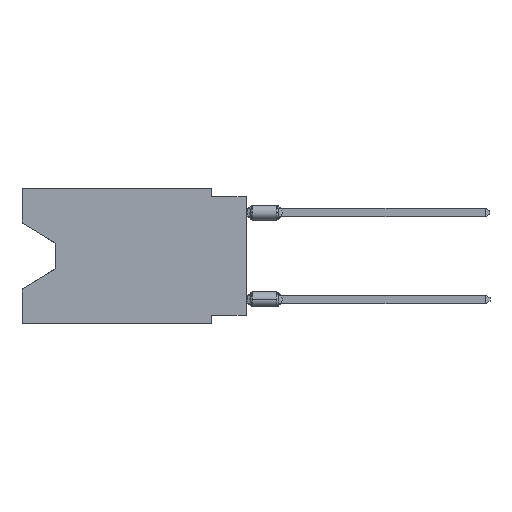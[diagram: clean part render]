
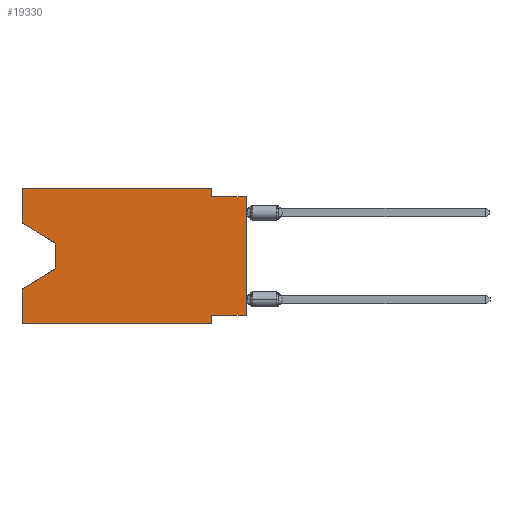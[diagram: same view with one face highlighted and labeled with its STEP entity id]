
A CAD part, left-side view. The second image highlights one B-rep face of the part: STEP entity #19330.
In plain terms, the highlighted planar face has unit normal (-1, 0, 0).
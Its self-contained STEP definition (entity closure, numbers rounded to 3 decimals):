
#294 = CARTESIAN_POINT ( 'NONE',  ( 0., 13.97, -5.893 ) ) ;
#777 = CARTESIAN_POINT ( 'NONE',  ( 0., 16.383, -9.906 ) ) ;
#1122 = ORIENTED_EDGE ( 'NONE', *, *, #20166, .T. ) ;
#1168 = LINE ( 'NONE', #25740, #19231 ) ;
#1588 = VECTOR ( 'NONE', #15614, 1000. ) ;
#1971 = LINE ( 'NONE', #8300, #2614 ) ;
#1996 = CARTESIAN_POINT ( 'NONE',  ( 0., 16.383, 0. ) ) ;
#2283 = ORIENTED_EDGE ( 'NONE', *, *, #8040, .F. ) ;
#2536 = EDGE_CURVE ( 'NONE', #14226, #21730, #19509, .T. ) ;
#2614 = VECTOR ( 'NONE', #17370, 1000. ) ;
#3078 = VECTOR ( 'NONE', #6576, 1000. ) ;
#3183 = CARTESIAN_POINT ( 'NONE',  ( 0., 2.54, -0.635 ) ) ;
#3227 = ORIENTED_EDGE ( 'NONE', *, *, #14538, .F. ) ;
#3956 = VERTEX_POINT ( 'NONE', #777 ) ;
#4112 = CARTESIAN_POINT ( 'NONE',  ( 0., 0., 0. ) ) ;
#4139 = CARTESIAN_POINT ( 'NONE',  ( 0., 16.383, -2.546 ) ) ;
#4282 = LINE ( 'NONE', #4139, #6360 ) ;
#4510 = VECTOR ( 'NONE', #26772, 1000. ) ;
#4536 = CARTESIAN_POINT ( 'NONE',  ( 0., 13.97, -4.013 ) ) ;
#4553 = ORIENTED_EDGE ( 'NONE', *, *, #13222, .F. ) ;
#5269 = FACE_OUTER_BOUND ( 'NONE', #13443, .T. ) ;
#5602 = VERTEX_POINT ( 'NONE', #11766 ) ;
#5785 = ORIENTED_EDGE ( 'NONE', *, *, #2536, .T. ) ;
#5804 = LINE ( 'NONE', #12405, #26998 ) ;
#6360 = VECTOR ( 'NONE', #17523, 1000. ) ;
#6384 = EDGE_CURVE ( 'NONE', #3956, #21730, #1168, .T. ) ;
#6576 = DIRECTION ( 'NONE',  ( 0., 0., 1. ) ) ;
#6977 = ORIENTED_EDGE ( 'NONE', *, *, #13284, .T. ) ;
#7142 = CARTESIAN_POINT ( 'NONE',  ( 0., 0., -9.271 ) ) ;
#7203 = VERTEX_POINT ( 'NONE', #24404 ) ;
#7705 = CARTESIAN_POINT ( 'NONE',  ( 0., 16.383, 0. ) ) ;
#7973 = EDGE_CURVE ( 'NONE', #11557, #10306, #5804, .T. ) ;
#8040 = EDGE_CURVE ( 'NONE', #27985, #5602, #22341, .T. ) ;
#8144 = VERTEX_POINT ( 'NONE', #9522 ) ;
#8240 = DIRECTION ( 'NONE',  ( 0., -1., 0. ) ) ;
#8300 = CARTESIAN_POINT ( 'NONE',  ( 0., 16.383, 0. ) ) ;
#8456 = LINE ( 'NONE', #24117, #3078 ) ;
#8703 = ORIENTED_EDGE ( 'NONE', *, *, #7973, .F. ) ;
#9324 = LINE ( 'NONE', #27132, #13647 ) ;
#9522 = CARTESIAN_POINT ( 'NONE',  ( 0., 2.54, 0. ) ) ;
#9578 = DIRECTION ( 'NONE',  ( 1., 0., 0. ) ) ;
#9739 = ORIENTED_EDGE ( 'NONE', *, *, #6384, .F. ) ;
#9896 = CARTESIAN_POINT ( 'NONE',  ( 0., 16.383, -2.546 ) ) ;
#10057 = CARTESIAN_POINT ( 'NONE',  ( 0., 13.97, -4.013 ) ) ;
#10306 = VERTEX_POINT ( 'NONE', #11350 ) ;
#11350 = CARTESIAN_POINT ( 'NONE',  ( 0., 0., -0.635 ) ) ;
#11557 = VERTEX_POINT ( 'NONE', #3183 ) ;
#11752 = VERTEX_POINT ( 'NONE', #10057 ) ;
#11766 = CARTESIAN_POINT ( 'NONE',  ( 0., 2.54, -9.271 ) ) ;
#11897 = VERTEX_POINT ( 'NONE', #1996 ) ;
#12338 = ORIENTED_EDGE ( 'NONE', *, *, #16065, .F. ) ;
#12405 = CARTESIAN_POINT ( 'NONE',  ( 0., 0., -0.635 ) ) ;
#12680 = LINE ( 'NONE', #27924, #26886 ) ;
#12996 = DIRECTION ( 'NONE',  ( 0., 0.855, -0.519 ) ) ;
#13222 = EDGE_CURVE ( 'NONE', #5602, #7203, #9324, .T. ) ;
#13284 = EDGE_CURVE ( 'NONE', #11752, #14226, #13775, .T. ) ;
#13443 = EDGE_LOOP ( 'NONE', ( #1122, #6977, #5785, #9739, #25368, #4553, #2283, #24663, #8703, #3227, #12338, #24515 ) ) ;
#13647 = VECTOR ( 'NONE', #20416, 1000. ) ;
#13775 = LINE ( 'NONE', #4536, #1588 ) ;
#14226 = VERTEX_POINT ( 'NONE', #294 ) ;
#14538 = EDGE_CURVE ( 'NONE', #8144, #11557, #24705, .T. ) ;
#15614 = DIRECTION ( 'NONE',  ( 0., 0., -1. ) ) ;
#16065 = EDGE_CURVE ( 'NONE', #11897, #8144, #1971, .T. ) ;
#17350 = DIRECTION ( 'NONE',  ( 0., 0., 1. ) ) ;
#17370 = DIRECTION ( 'NONE',  ( 0., -1., 0. ) ) ;
#17463 = CARTESIAN_POINT ( 'NONE',  ( 0., 0., -9.271 ) ) ;
#17523 = DIRECTION ( 'NONE',  ( 0., -0.855, -0.519 ) ) ;
#17683 = DIRECTION ( 'NONE',  ( 0., 0., -1. ) ) ;
#17915 = CARTESIAN_POINT ( 'NONE',  ( 0., 13.97, -5.893 ) ) ;
#19160 = DIRECTION ( 'NONE',  ( 0., 0., 1. ) ) ;
#19231 = VECTOR ( 'NONE', #19160, 1000. ) ;
#19330 = ADVANCED_FACE ( 'NONE', ( #5269 ), #20816, .F. ) ;
#19509 = LINE ( 'NONE', #17915, #21144 ) ;
#20131 = CARTESIAN_POINT ( 'NONE',  ( 0., 2.54, 0. ) ) ;
#20166 = EDGE_CURVE ( 'NONE', #26453, #11752, #4282, .T. ) ;
#20416 = DIRECTION ( 'NONE',  ( 0., 0., -1. ) ) ;
#20816 = PLANE ( 'NONE',  #28339 ) ;
#21144 = VECTOR ( 'NONE', #12996, 1000. ) ;
#21730 = VERTEX_POINT ( 'NONE', #25448 ) ;
#21802 = LINE ( 'NONE', #4112, #26684 ) ;
#22315 = VECTOR ( 'NONE', #17683, 1000. ) ;
#22341 = LINE ( 'NONE', #17463, #4510 ) ;
#22611 = EDGE_CURVE ( 'NONE', #3956, #7203, #12680, .T. ) ;
#23505 = DIRECTION ( 'NONE',  ( 0., -1., 0. ) ) ;
#24117 = CARTESIAN_POINT ( 'NONE',  ( 0., 16.383, 0. ) ) ;
#24404 = CARTESIAN_POINT ( 'NONE',  ( 0., 2.54, -9.906 ) ) ;
#24515 = ORIENTED_EDGE ( 'NONE', *, *, #24707, .F. ) ;
#24663 = ORIENTED_EDGE ( 'NONE', *, *, #28350, .T. ) ;
#24705 = LINE ( 'NONE', #20131, #22315 ) ;
#24707 = EDGE_CURVE ( 'NONE', #26453, #11897, #8456, .T. ) ;
#25368 = ORIENTED_EDGE ( 'NONE', *, *, #22611, .T. ) ;
#25448 = CARTESIAN_POINT ( 'NONE',  ( 0., 16.383, -7.36 ) ) ;
#25740 = CARTESIAN_POINT ( 'NONE',  ( 0., 16.383, 0. ) ) ;
#26453 = VERTEX_POINT ( 'NONE', #9896 ) ;
#26684 = VECTOR ( 'NONE', #17350, 1000. ) ;
#26772 = DIRECTION ( 'NONE',  ( 0., 1., 0. ) ) ;
#26886 = VECTOR ( 'NONE', #8240, 1000. ) ;
#26998 = VECTOR ( 'NONE', #23505, 1000. ) ;
#27102 = DIRECTION ( 'NONE',  ( 0., 0., -1. ) ) ;
#27132 = CARTESIAN_POINT ( 'NONE',  ( 0., 2.54, -9.906 ) ) ;
#27924 = CARTESIAN_POINT ( 'NONE',  ( 0., 16.383, -9.906 ) ) ;
#27985 = VERTEX_POINT ( 'NONE', #7142 ) ;
#28339 = AXIS2_PLACEMENT_3D ( 'NONE', #7705, #9578, #27102 ) ;
#28350 = EDGE_CURVE ( 'NONE', #27985, #10306, #21802, .T. ) ;
